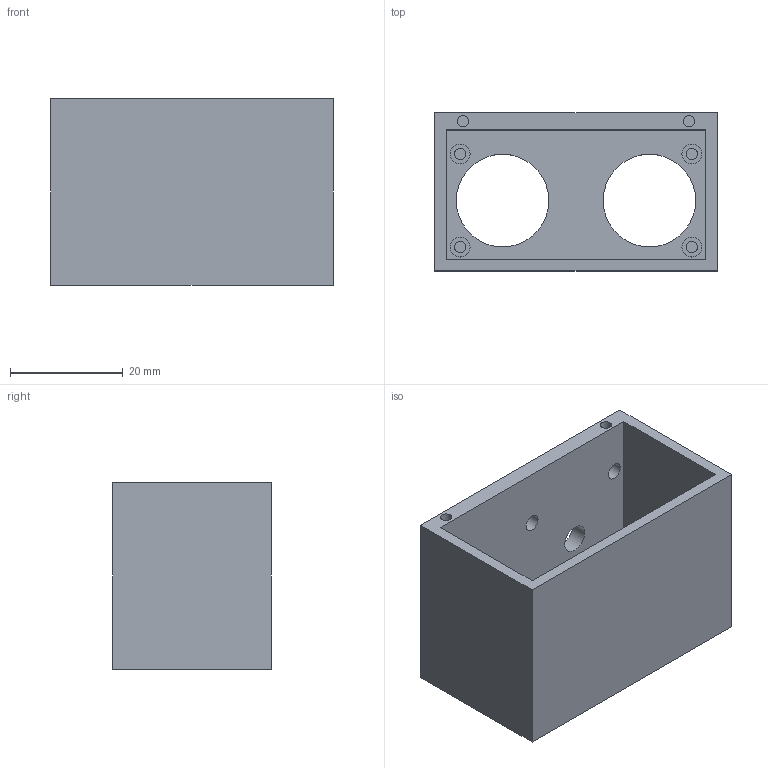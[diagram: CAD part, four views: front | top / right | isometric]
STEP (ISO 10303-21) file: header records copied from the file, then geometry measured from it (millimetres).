
FILE_DESCRIPTION(('FreeCAD Model'),'2;1');
FILE_NAME('Open CASCADE Shape Model','2025-08-28T21:44:47',(''),(''), 'Open CASCADE STEP processor 7.8','FreeCAD','Unknown');
FILE_SCHEMA(('AUTOMOTIVE_DESIGN { 1 0 10303 214 1 1 1 1 }'));
Length unit declared in the file: millimetre
Products named in the file (1): Body
Bounding box: 50 x 28 x 33 mm (x, y, z)
Volume: 13191.8 mm3; surface area: 12309.3 mm2
Topology: 1 solids, 1 shells, 39 faces, 78 edges, 52 vertices
Faces by surface type: plane 21, cylinder 18
Full cylindrical faces by diameter (mm): 2 x6, 3 x4, 3.5 x4, 5 x2, 16.4 x2
Entity records: 1082 total; most frequent: DIRECTION 194, CARTESIAN_POINT 170, ORIENTED_EDGE 156, EDGE_CURVE 78, AXIS2_PLACEMENT_3D 76, FACE_BOUND 66, EDGE_LOOP 66, VERTEX_POINT 52
